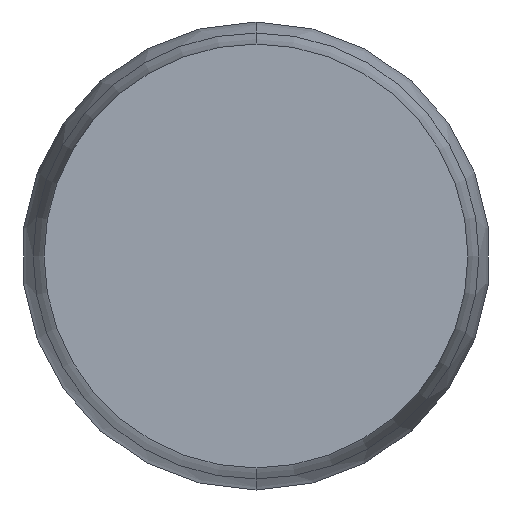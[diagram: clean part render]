
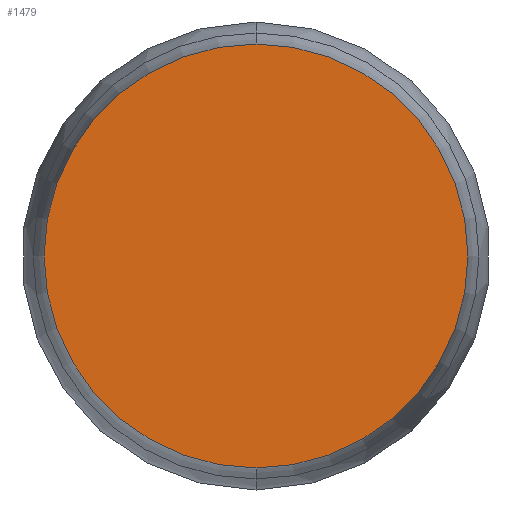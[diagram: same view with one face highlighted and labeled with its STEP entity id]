
A CAD part, left-side view. The second image highlights one B-rep face of the part: STEP entity #1479.
In plain terms, the highlighted planar face has unit normal (-1, 0, 0).
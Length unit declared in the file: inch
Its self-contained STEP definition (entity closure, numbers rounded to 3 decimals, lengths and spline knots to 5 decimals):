
#183 = AXIS2_PLACEMENT_3D ( 'NONE', #1362, #529, #984 ) ;
#225 = EDGE_CURVE ( 'NONE', #1787, #1437, #1658, .T. ) ;
#471 = EDGE_CURVE ( 'NONE', #1437, #1787, #1038, .T. ) ;
#529 = DIRECTION ( 'NONE',  ( 1., 0., 0. ) ) ;
#643 = EDGE_LOOP ( 'NONE', ( #1088, #1164 ) ) ;
#912 = DIRECTION ( 'NONE',  ( 0., 0., -1. ) ) ;
#984 = DIRECTION ( 'NONE',  ( 0., 0., -1. ) ) ;
#986 = CARTESIAN_POINT ( 'NONE',  ( 0., 0., -0.01775 ) ) ;
#1038 = CIRCLE ( 'NONE', #1393, 0.01775 ) ;
#1088 = ORIENTED_EDGE ( 'NONE', *, *, #471, .F. ) ;
#1149 = CARTESIAN_POINT ( 'NONE',  ( 0., 0., 0.01775 ) ) ;
#1164 = ORIENTED_EDGE ( 'NONE', *, *, #225, .F. ) ;
#1300 = CARTESIAN_POINT ( 'NONE',  ( 0., 0., 0. ) ) ;
#1322 = FACE_OUTER_BOUND ( 'NONE', #643, .T. ) ;
#1362 = CARTESIAN_POINT ( 'NONE',  ( 0., 0., 0. ) ) ;
#1393 = AXIS2_PLACEMENT_3D ( 'NONE', #1300, #1540, #912 ) ;
#1437 = VERTEX_POINT ( 'NONE', #986 ) ;
#1449 = PLANE ( 'NONE',  #1646 ) ;
#1479 = ADVANCED_FACE ( 'NONE', ( #1322 ), #1449, .T. ) ;
#1538 = CARTESIAN_POINT ( 'NONE',  ( 0., 0.0171, 0. ) ) ;
#1540 = DIRECTION ( 'NONE',  ( 1., 0., 0. ) ) ;
#1544 = DIRECTION ( 'NONE',  ( -1., 0., 0. ) ) ;
#1547 = DIRECTION ( 'NONE',  ( 0., 0., 1. ) ) ;
#1646 = AXIS2_PLACEMENT_3D ( 'NONE', #1538, #1544, #1547 ) ;
#1658 = CIRCLE ( 'NONE', #183, 0.01775 ) ;
#1787 = VERTEX_POINT ( 'NONE', #1149 ) ;
